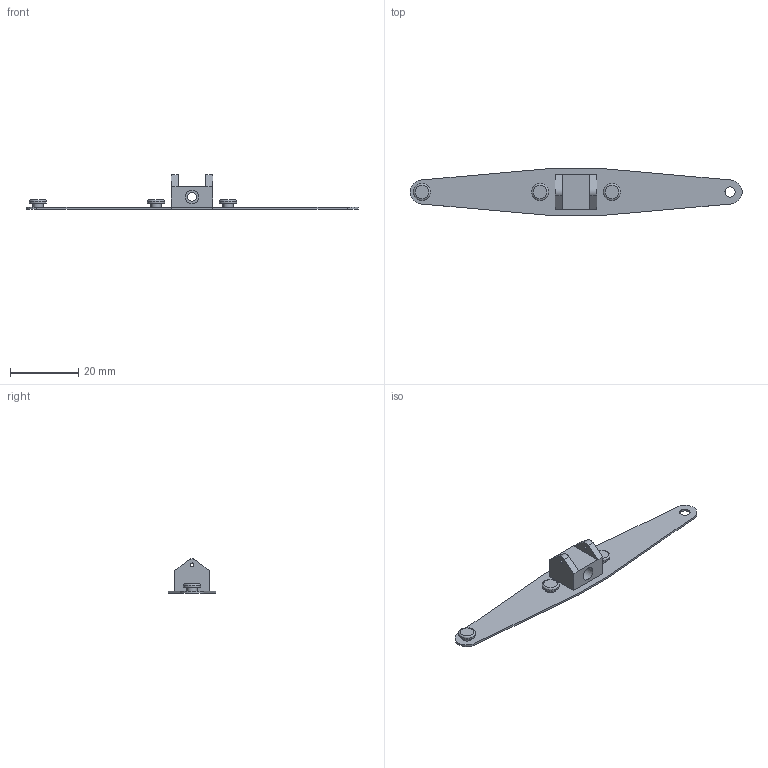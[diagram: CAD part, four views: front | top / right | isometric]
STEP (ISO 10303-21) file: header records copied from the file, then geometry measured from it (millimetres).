
FILE_DESCRIPTION(/* description */ (''),/* implementation_level */ '2;1');
FILE_NAME(/* name */ 'PMv2-PSL.stp',/* time_stamp */ '2024-07-26T12:50:31+01:00',/* author */ ('thiba'),/* organization */ (''),/* preprocessor_version */ 'ST-DEVELOPER v20',/* originating_system */ 'Autodesk Inventor 2025',/* authorisation */ '');
FILE_SCHEMA (('AUTOMOTIVE_DESIGN { 1 0 10303 214 3 1 1 }'));
Length unit declared in the file: millimetre
Products named in the file (1): PSLv2
Bounding box: 96.97 x 14 x 10.1 mm (x, y, z)
Volume: 1378.4 mm3; surface area: 2779.8 mm2
Topology: 1 solids, 1 shells, 44 faces, 95 edges, 61 vertices
Faces by surface type: plane 26, cylinder 15, torus 3
Full cylindrical faces by diameter (mm): 1 x2, 2.5 x1, 3 x4, 4 x1, 5 x3
Entity records: 1258 total; most frequent: DIRECTION 221, CARTESIAN_POINT 201, ORIENTED_EDGE 190, EDGE_CURVE 95, AXIS2_PLACEMENT_3D 81, VERTEX_POINT 61, EDGE_LOOP 60, LINE 59
